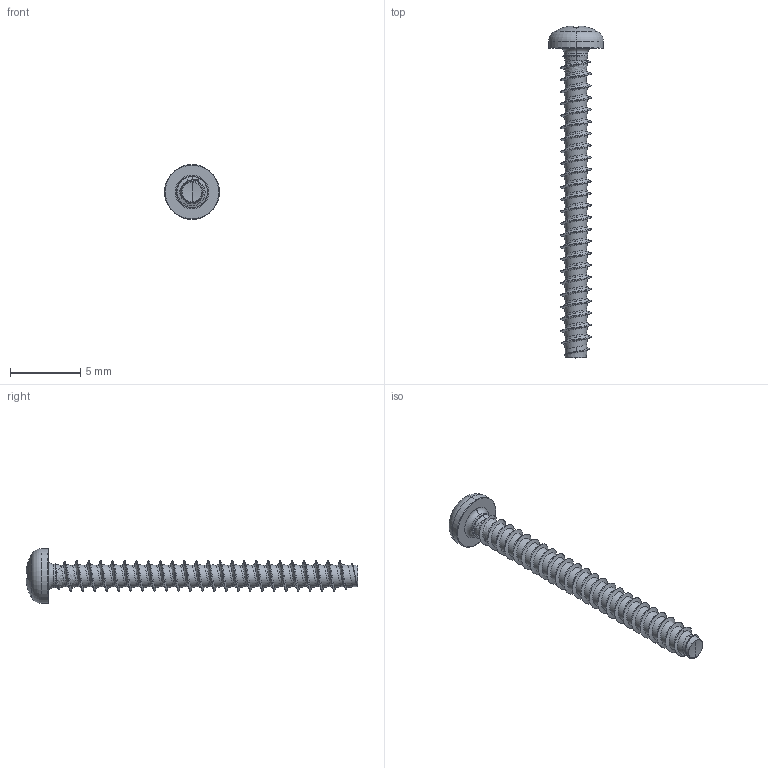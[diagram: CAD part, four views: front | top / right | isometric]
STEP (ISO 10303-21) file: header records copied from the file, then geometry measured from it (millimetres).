
FILE_DESCRIPTION (( 'STEP AP203' ), '1' );
FILE_NAME ('STP320220220.STEP', '2017-08-15T14:05:04', ( '' ), ( '' ), 'SwSTEP 2.0', 'SolidWorks 2015', '' );
FILE_SCHEMA (( 'CONFIG_CONTROL_DESIGN' ));
Length unit declared in the file: millimetre
Products named in the file (1): STP320220220
Bounding box: 3.9 x 23.57 x 3.9 mm (x, y, z)
Volume: 61 mm3; surface area: 215.9 mm2
Topology: 1 solids, 1 shells, 214 faces, 512 edges, 300 vertices
Faces by surface type: cylinder 76, bspline 51, torus 28, sphere 28, plane 22, cone 9
Entity records: 34869 total; most frequent: CARTESIAN_POINT 30402, ORIENTED_EDGE 1020, DIRECTION 815, EDGE_CURVE 510, AXIS2_PLACEMENT_3D 353, VERTEX_POINT 300, EDGE_LOOP 216, ADVANCED_FACE 214
